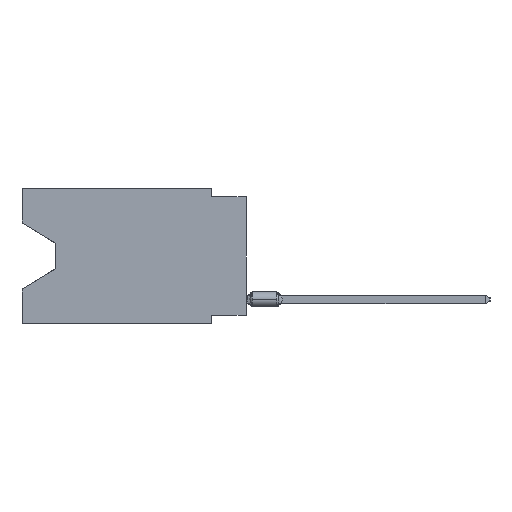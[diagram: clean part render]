
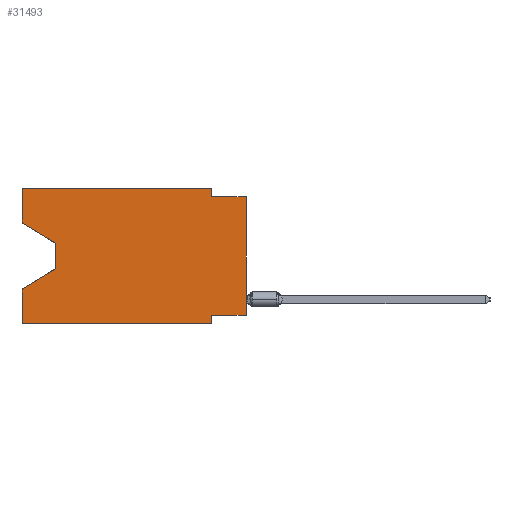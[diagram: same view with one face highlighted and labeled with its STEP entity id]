
A CAD part, left-side view. The second image highlights one B-rep face of the part: STEP entity #31493.
In plain terms, the highlighted planar face has unit normal (-1, 0, 0).
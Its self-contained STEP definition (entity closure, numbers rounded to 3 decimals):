
#1487 = DIRECTION ( 'NONE',  ( 0., 0., 1. ) ) ;
#1488 = EDGE_CURVE ( 'NONE', #14503, #16523, #13687, .T. ) ;
#1554 = VERTEX_POINT ( 'NONE', #31391 ) ;
#2117 = ORIENTED_EDGE ( 'NONE', *, *, #1488, .F. ) ;
#2168 = ORIENTED_EDGE ( 'NONE', *, *, #22638, .F. ) ;
#2516 = LINE ( 'NONE', #13660, #3105 ) ;
#2837 = DIRECTION ( 'NONE',  ( 0., 0., -1. ) ) ;
#3105 = VECTOR ( 'NONE', #27702, 1000. ) ;
#3694 = EDGE_CURVE ( 'NONE', #27423, #22824, #9442, .T. ) ;
#4175 = EDGE_CURVE ( 'NONE', #14503, #26340, #13183, .T. ) ;
#4457 = EDGE_CURVE ( 'NONE', #16523, #23880, #18091, .T. ) ;
#4626 = VECTOR ( 'NONE', #21645, 1000. ) ;
#4745 = PLANE ( 'NONE',  #15004 ) ;
#4988 = EDGE_CURVE ( 'NONE', #25365, #11633, #27471, .T. ) ;
#5452 = EDGE_CURVE ( 'NONE', #23880, #1554, #22495, .T. ) ;
#6701 = CARTESIAN_POINT ( 'NONE',  ( 0., 16.383, 0. ) ) ;
#7152 = LINE ( 'NONE', #34887, #32243 ) ;
#7296 = FACE_OUTER_BOUND ( 'NONE', #32349, .T. ) ;
#7470 = CARTESIAN_POINT ( 'NONE',  ( 0., 2.54, -9.271 ) ) ;
#7668 = DIRECTION ( 'NONE',  ( 0., 0., -1. ) ) ;
#8804 = CARTESIAN_POINT ( 'NONE',  ( 0., 2.54, -9.906 ) ) ;
#9336 = VECTOR ( 'NONE', #33612, 1000. ) ;
#9357 = CARTESIAN_POINT ( 'NONE',  ( 0., 16.383, 0. ) ) ;
#9442 = LINE ( 'NONE', #6701, #11017 ) ;
#10003 = ORIENTED_EDGE ( 'NONE', *, *, #34295, .T. ) ;
#10039 = CARTESIAN_POINT ( 'NONE',  ( 0., 16.383, 0. ) ) ;
#10128 = DIRECTION ( 'NONE',  ( 0., -1., 0. ) ) ;
#10315 = CARTESIAN_POINT ( 'NONE',  ( 0., 16.383, -9.906 ) ) ;
#10388 = VECTOR ( 'NONE', #10751, 1000. ) ;
#10751 = DIRECTION ( 'NONE',  ( 0., 0.855, -0.519 ) ) ;
#11017 = VECTOR ( 'NONE', #12181, 1000. ) ;
#11518 = CARTESIAN_POINT ( 'NONE',  ( 0., 16.383, -9.906 ) ) ;
#11629 = VECTOR ( 'NONE', #35449, 1000. ) ;
#11633 = VERTEX_POINT ( 'NONE', #7470 ) ;
#12181 = DIRECTION ( 'NONE',  ( 0., 0., 1. ) ) ;
#12233 = VECTOR ( 'NONE', #34518, 1000. ) ;
#12385 = ORIENTED_EDGE ( 'NONE', *, *, #33626, .T. ) ;
#13183 = LINE ( 'NONE', #24314, #11629 ) ;
#13307 = CARTESIAN_POINT ( 'NONE',  ( 0., 13.97, -5.893 ) ) ;
#13660 = CARTESIAN_POINT ( 'NONE',  ( 0., 0., -0.635 ) ) ;
#13687 = LINE ( 'NONE', #17156, #22744 ) ;
#13874 = DIRECTION ( 'NONE',  ( 0., 0., 1. ) ) ;
#14503 = VERTEX_POINT ( 'NONE', #15867 ) ;
#15004 = AXIS2_PLACEMENT_3D ( 'NONE', #10039, #18784, #7668 ) ;
#15855 = CARTESIAN_POINT ( 'NONE',  ( 0., 2.54, 0. ) ) ;
#15867 = CARTESIAN_POINT ( 'NONE',  ( 0., 16.383, -2.546 ) ) ;
#15987 = ORIENTED_EDGE ( 'NONE', *, *, #4988, .F. ) ;
#16523 = VERTEX_POINT ( 'NONE', #17750 ) ;
#16896 = LINE ( 'NONE', #27479, #17396 ) ;
#17156 = CARTESIAN_POINT ( 'NONE',  ( 0., 16.383, 0. ) ) ;
#17367 = ORIENTED_EDGE ( 'NONE', *, *, #23383, .T. ) ;
#17396 = VECTOR ( 'NONE', #2837, 1000. ) ;
#17707 = ORIENTED_EDGE ( 'NONE', *, *, #4457, .F. ) ;
#17750 = CARTESIAN_POINT ( 'NONE',  ( 0., 16.383, 0. ) ) ;
#17959 = VERTEX_POINT ( 'NONE', #8804 ) ;
#18091 = LINE ( 'NONE', #9357, #12233 ) ;
#18297 = ORIENTED_EDGE ( 'NONE', *, *, #22821, .F. ) ;
#18433 = DIRECTION ( 'NONE',  ( 0., 0., -1. ) ) ;
#18784 = DIRECTION ( 'NONE',  ( 1., 0., 0. ) ) ;
#19206 = VECTOR ( 'NONE', #10128, 1000. ) ;
#19568 = CARTESIAN_POINT ( 'NONE',  ( 0., 2.54, 0. ) ) ;
#20048 = ORIENTED_EDGE ( 'NONE', *, *, #3694, .F. ) ;
#21013 = LINE ( 'NONE', #23736, #28827 ) ;
#21645 = DIRECTION ( 'NONE',  ( 0., 1., 0. ) ) ;
#22495 = LINE ( 'NONE', #19568, #9336 ) ;
#22638 = EDGE_CURVE ( 'NONE', #11633, #17959, #21013, .T. ) ;
#22744 = VECTOR ( 'NONE', #13874, 1000. ) ;
#22821 = EDGE_CURVE ( 'NONE', #1554, #24655, #2516, .T. ) ;
#22824 = VERTEX_POINT ( 'NONE', #36110 ) ;
#23383 = EDGE_CURVE ( 'NONE', #25365, #24655, #7152, .T. ) ;
#23736 = CARTESIAN_POINT ( 'NONE',  ( 0., 2.54, -9.906 ) ) ;
#23880 = VERTEX_POINT ( 'NONE', #15855 ) ;
#24016 = ORIENTED_EDGE ( 'NONE', *, *, #5452, .F. ) ;
#24167 = LINE ( 'NONE', #10315, #19206 ) ;
#24314 = CARTESIAN_POINT ( 'NONE',  ( 0., 16.383, -2.546 ) ) ;
#24655 = VERTEX_POINT ( 'NONE', #34763 ) ;
#25262 = CARTESIAN_POINT ( 'NONE',  ( 0., 13.97, -5.893 ) ) ;
#25365 = VERTEX_POINT ( 'NONE', #26956 ) ;
#26340 = VERTEX_POINT ( 'NONE', #29963 ) ;
#26489 = ORIENTED_EDGE ( 'NONE', *, *, #4175, .T. ) ;
#26956 = CARTESIAN_POINT ( 'NONE',  ( 0., 0., -9.271 ) ) ;
#27167 = LINE ( 'NONE', #13307, #10388 ) ;
#27423 = VERTEX_POINT ( 'NONE', #11518 ) ;
#27471 = LINE ( 'NONE', #35503, #4626 ) ;
#27479 = CARTESIAN_POINT ( 'NONE',  ( 0., 13.97, -4.013 ) ) ;
#27702 = DIRECTION ( 'NONE',  ( 0., -1., 0. ) ) ;
#28827 = VECTOR ( 'NONE', #18433, 1000. ) ;
#29963 = CARTESIAN_POINT ( 'NONE',  ( 0., 13.97, -4.013 ) ) ;
#31391 = CARTESIAN_POINT ( 'NONE',  ( 0., 2.54, -0.635 ) ) ;
#31493 = ADVANCED_FACE ( 'NONE', ( #7296 ), #4745, .F. ) ;
#32243 = VECTOR ( 'NONE', #1487, 1000. ) ;
#32349 = EDGE_LOOP ( 'NONE', ( #26489, #33402, #10003, #20048, #12385, #2168, #15987, #17367, #18297, #24016, #17707, #2117 ) ) ;
#33402 = ORIENTED_EDGE ( 'NONE', *, *, #36064, .T. ) ;
#33612 = DIRECTION ( 'NONE',  ( 0., 0., -1. ) ) ;
#33626 = EDGE_CURVE ( 'NONE', #27423, #17959, #24167, .T. ) ;
#33725 = VERTEX_POINT ( 'NONE', #25262 ) ;
#34295 = EDGE_CURVE ( 'NONE', #33725, #22824, #27167, .T. ) ;
#34518 = DIRECTION ( 'NONE',  ( 0., -1., 0. ) ) ;
#34763 = CARTESIAN_POINT ( 'NONE',  ( 0., 0., -0.635 ) ) ;
#34887 = CARTESIAN_POINT ( 'NONE',  ( 0., 0., 0. ) ) ;
#35449 = DIRECTION ( 'NONE',  ( 0., -0.855, -0.519 ) ) ;
#35503 = CARTESIAN_POINT ( 'NONE',  ( 0., 0., -9.271 ) ) ;
#36064 = EDGE_CURVE ( 'NONE', #26340, #33725, #16896, .T. ) ;
#36110 = CARTESIAN_POINT ( 'NONE',  ( 0., 16.383, -7.36 ) ) ;
